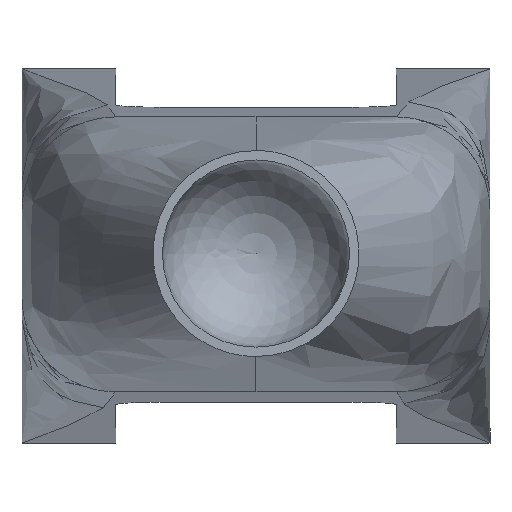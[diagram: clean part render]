
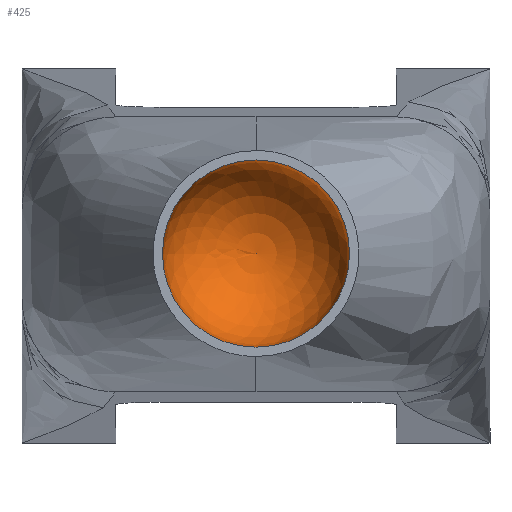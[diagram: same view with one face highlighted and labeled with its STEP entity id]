
A CAD part, top view. The second image highlights one B-rep face of the part: STEP entity #425.
In plain terms, the highlighted spherical face has radius 10 mm.
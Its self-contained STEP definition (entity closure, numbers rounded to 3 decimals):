
#83 = ORIENTED_EDGE ( 'NONE', *, *, #1002, .T. ) ;
#224 = AXIS2_PLACEMENT_3D ( 'NONE', #1397, #484, #1762 ) ;
#425 = ADVANCED_FACE ( 'NONE', ( #2132 ), #1788, .F. ) ;
#431 = CARTESIAN_POINT ( 'NONE',  ( 0., 0., 150. ) ) ;
#469 = CARTESIAN_POINT ( 'NONE',  ( 0., -10., 150. ) ) ;
#484 = DIRECTION ( 'NONE',  ( 0., 0., 1. ) ) ;
#493 = EDGE_CURVE ( 'NONE', #2170, #1285, #1442, .T. ) ;
#702 = CIRCLE ( 'NONE', #2237, 10. ) ;
#848 = DIRECTION ( 'NONE',  ( -1., 0., 0. ) ) ;
#996 = AXIS2_PLACEMENT_3D ( 'NONE', #431, #1409, #848 ) ;
#1002 = EDGE_CURVE ( 'NONE', #1285, #2170, #702, .T. ) ;
#1285 = VERTEX_POINT ( 'NONE', #469 ) ;
#1397 = CARTESIAN_POINT ( 'NONE',  ( 0., 0., 150. ) ) ;
#1409 = DIRECTION ( 'NONE',  ( 0., 0., -1. ) ) ;
#1442 = CIRCLE ( 'NONE', #224, 10. ) ;
#1504 = DIRECTION ( 'NONE',  ( 0., 0., 1. ) ) ;
#1646 = CARTESIAN_POINT ( 'NONE',  ( 0., 0., 150. ) ) ;
#1762 = DIRECTION ( 'NONE',  ( 0., -1., 0. ) ) ;
#1788 = SPHERICAL_SURFACE ( 'NONE', #996, 10. ) ;
#2007 = EDGE_LOOP ( 'NONE', ( #83, #2458 ) ) ;
#2132 = FACE_OUTER_BOUND ( 'NONE', #2007, .T. ) ;
#2170 = VERTEX_POINT ( 'NONE', #2429 ) ;
#2237 = AXIS2_PLACEMENT_3D ( 'NONE', #1646, #1504, #2427 ) ;
#2427 = DIRECTION ( 'NONE',  ( 0., -1., 0. ) ) ;
#2429 = CARTESIAN_POINT ( 'NONE',  ( 0., 10., 150. ) ) ;
#2458 = ORIENTED_EDGE ( 'NONE', *, *, #493, .T. ) ;
